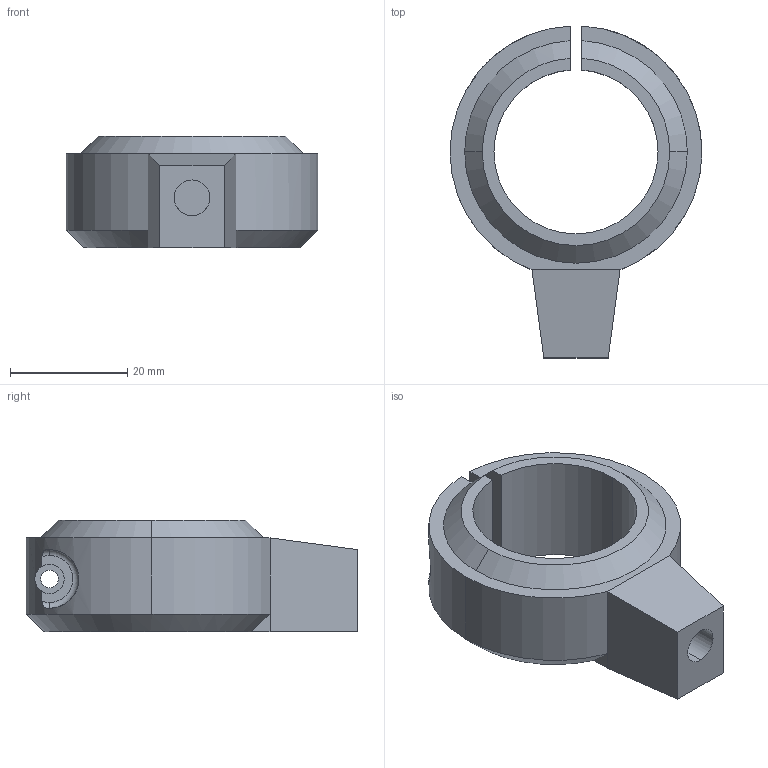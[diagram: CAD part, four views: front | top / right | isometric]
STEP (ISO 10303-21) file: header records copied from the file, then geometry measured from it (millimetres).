
FILE_DESCRIPTION (( 'STEP AP214' ), '1' );
FILE_NAME ('motor_mout_maabuchi.STEP', '2019-08-02T06:33:20', ( '' ), ( '' ), 'SwSTEP 2.0', 'SolidWorks 2016', '' );
FILE_SCHEMA (( 'AUTOMOTIVE_DESIGN' ));
Length unit declared in the file: millimetre
Products named in the file (1): motor_mout_maabuchi
Bounding box: 43 x 56.63 x 19 mm (x, y, z)
Volume: 15109.8 mm3; surface area: 6959.2 mm2
Topology: 1 solids, 1 shells, 49 faces, 128 edges, 82 vertices
Faces by surface type: cylinder 22, plane 15, torus 6, cone 6
Entity records: 1784 total; most frequent: CARTESIAN_POINT 518, DIRECTION 266, ORIENTED_EDGE 256, EDGE_CURVE 128, AXIS2_PLACEMENT_3D 108, VERTEX_POINT 82, CIRCLE 58, EDGE_LOOP 56
